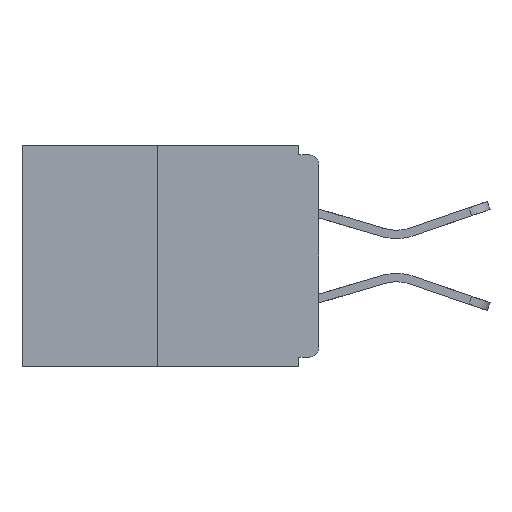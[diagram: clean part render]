
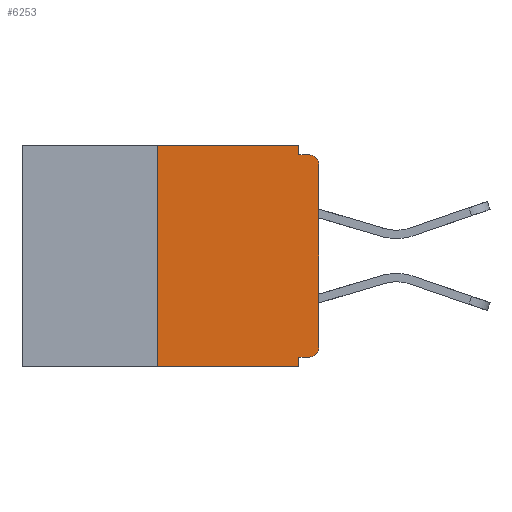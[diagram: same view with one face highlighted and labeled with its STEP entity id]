
A CAD part, left-side view. The second image highlights one B-rep face of the part: STEP entity #6253.
In plain terms, the highlighted planar face has unit normal (-1, 0, 0).
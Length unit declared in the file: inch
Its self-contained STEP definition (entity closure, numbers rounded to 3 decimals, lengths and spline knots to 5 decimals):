
#471 = CARTESIAN_POINT ( 'NONE',  ( 0., 0.015, -0.03 ) ) ;
#710 = DIRECTION ( 'NONE',  ( -1., 0., 0. ) ) ;
#1140 = CARTESIAN_POINT ( 'NONE',  ( 0., 0.031, -0.015 ) ) ;
#1757 = CARTESIAN_POINT ( 'NONE',  ( 0., 0.031, 0. ) ) ;
#2057 = VERTEX_POINT ( 'NONE', #2544 ) ;
#2182 = LINE ( 'NONE', #3750, #27408 ) ;
#2211 = FACE_OUTER_BOUND ( 'NONE', #4123, .T. ) ;
#2544 = CARTESIAN_POINT ( 'NONE',  ( 0., 0.031, -0.328 ) ) ;
#2758 = VERTEX_POINT ( 'NONE', #21157 ) ;
#3750 = CARTESIAN_POINT ( 'NONE',  ( 0., 0.031, -0.343 ) ) ;
#3769 = VECTOR ( 'NONE', #17752, 39.37008 ) ;
#4123 = EDGE_LOOP ( 'NONE', ( #26913, #9125, #9961, #20294, #24465, #5916, #4656, #6433, #8736, #15119 ) ) ;
#4487 = CARTESIAN_POINT ( 'NONE',  ( 0., 0.25, 0. ) ) ;
#4493 = EDGE_CURVE ( 'NONE', #5205, #14682, #28589, .T. ) ;
#4656 = ORIENTED_EDGE ( 'NONE', *, *, #13074, .T. ) ;
#4680 = VERTEX_POINT ( 'NONE', #1140 ) ;
#4992 = VECTOR ( 'NONE', #23265, 39.37008 ) ;
#5205 = VERTEX_POINT ( 'NONE', #27046 ) ;
#5916 = ORIENTED_EDGE ( 'NONE', *, *, #17759, .T. ) ;
#6253 = ADVANCED_FACE ( 'NONE', ( #2211 ), #14791, .F. ) ;
#6433 = ORIENTED_EDGE ( 'NONE', *, *, #7517, .T. ) ;
#6592 = EDGE_CURVE ( 'NONE', #20975, #2057, #14434, .T. ) ;
#7517 = EDGE_CURVE ( 'NONE', #20004, #7553, #26366, .T. ) ;
#7553 = VERTEX_POINT ( 'NONE', #12593 ) ;
#7603 = VERTEX_POINT ( 'NONE', #17078 ) ;
#7606 = CARTESIAN_POINT ( 'NONE',  ( 0., 0., -0.015 ) ) ;
#7634 = VECTOR ( 'NONE', #12718, 39.37008 ) ;
#7819 = AXIS2_PLACEMENT_3D ( 'NONE', #16057, #710, #20884 ) ;
#7842 = AXIS2_PLACEMENT_3D ( 'NONE', #19254, #8402, #28090 ) ;
#7967 = CARTESIAN_POINT ( 'NONE',  ( 0., 0., -0.03 ) ) ;
#8355 = LINE ( 'NONE', #10389, #7634 ) ;
#8402 = DIRECTION ( 'NONE',  ( 1., 0., 0. ) ) ;
#8617 = VECTOR ( 'NONE', #19782, 39.37008 ) ;
#8736 = ORIENTED_EDGE ( 'NONE', *, *, #26592, .F. ) ;
#9125 = ORIENTED_EDGE ( 'NONE', *, *, #4493, .F. ) ;
#9898 = EDGE_CURVE ( 'NONE', #5205, #2758, #8355, .T. ) ;
#9961 = ORIENTED_EDGE ( 'NONE', *, *, #9898, .T. ) ;
#10389 = CARTESIAN_POINT ( 'NONE',  ( 0., 0.46, -0.343 ) ) ;
#10483 = EDGE_CURVE ( 'NONE', #14682, #12007, #27924, .T. ) ;
#12007 = VERTEX_POINT ( 'NONE', #1757 ) ;
#12593 = CARTESIAN_POINT ( 'NONE',  ( 0., 0.015, -0.015 ) ) ;
#12718 = DIRECTION ( 'NONE',  ( 0., -1., 0. ) ) ;
#13074 = EDGE_CURVE ( 'NONE', #7603, #20004, #23933, .T. ) ;
#13125 = DIRECTION ( 'NONE',  ( 0., 0., 1. ) ) ;
#13714 = LINE ( 'NONE', #24602, #22805 ) ;
#13741 = EDGE_CURVE ( 'NONE', #2057, #2758, #2182, .T. ) ;
#14119 = LINE ( 'NONE', #7606, #4992 ) ;
#14362 = DIRECTION ( 'NONE',  ( 0., 1., 0. ) ) ;
#14434 = LINE ( 'NONE', #14466, #25997 ) ;
#14466 = CARTESIAN_POINT ( 'NONE',  ( 0., 0., -0.328 ) ) ;
#14682 = VERTEX_POINT ( 'NONE', #4487 ) ;
#14791 = PLANE ( 'NONE',  #7842 ) ;
#15045 = CARTESIAN_POINT ( 'NONE',  ( 0., 0.015, -0.328 ) ) ;
#15119 = ORIENTED_EDGE ( 'NONE', *, *, #27469, .F. ) ;
#16057 = CARTESIAN_POINT ( 'NONE',  ( 0., 0.015, -0.313 ) ) ;
#16244 = CIRCLE ( 'NONE', #7819, 0.015 ) ;
#17078 = CARTESIAN_POINT ( 'NONE',  ( 0., 0., -0.313 ) ) ;
#17700 = CARTESIAN_POINT ( 'NONE',  ( 0., 0., 0. ) ) ;
#17752 = DIRECTION ( 'NONE',  ( 0., -1., 0. ) ) ;
#17759 = EDGE_CURVE ( 'NONE', #20975, #7603, #16244, .T. ) ;
#17977 = DIRECTION ( 'NONE',  ( 0., 0., -1. ) ) ;
#19254 = CARTESIAN_POINT ( 'NONE',  ( 0., 0.46, 0. ) ) ;
#19475 = DIRECTION ( 'NONE',  ( 0., 0., -1. ) ) ;
#19483 = CARTESIAN_POINT ( 'NONE',  ( 0., 0.25, 0. ) ) ;
#19782 = DIRECTION ( 'NONE',  ( 0., 0., 1. ) ) ;
#20004 = VERTEX_POINT ( 'NONE', #7967 ) ;
#20294 = ORIENTED_EDGE ( 'NONE', *, *, #13741, .F. ) ;
#20884 = DIRECTION ( 'NONE',  ( 0., 0., -1. ) ) ;
#20975 = VERTEX_POINT ( 'NONE', #15045 ) ;
#21157 = CARTESIAN_POINT ( 'NONE',  ( 0., 0.031, -0.343 ) ) ;
#22805 = VECTOR ( 'NONE', #24245, 39.37008 ) ;
#23265 = DIRECTION ( 'NONE',  ( 0., -1., 0. ) ) ;
#23933 = LINE ( 'NONE', #17700, #27791 ) ;
#24245 = DIRECTION ( 'NONE',  ( 0., 0., -1. ) ) ;
#24465 = ORIENTED_EDGE ( 'NONE', *, *, #6592, .F. ) ;
#24602 = CARTESIAN_POINT ( 'NONE',  ( 0., 0.031, 0. ) ) ;
#25997 = VECTOR ( 'NONE', #14362, 39.37008 ) ;
#26366 = CIRCLE ( 'NONE', #27420, 0.015 ) ;
#26592 = EDGE_CURVE ( 'NONE', #4680, #7553, #14119, .T. ) ;
#26890 = DIRECTION ( 'NONE',  ( -1., 0., 0. ) ) ;
#26913 = ORIENTED_EDGE ( 'NONE', *, *, #10483, .F. ) ;
#27046 = CARTESIAN_POINT ( 'NONE',  ( 0., 0.25, -0.343 ) ) ;
#27408 = VECTOR ( 'NONE', #19475, 39.37008 ) ;
#27420 = AXIS2_PLACEMENT_3D ( 'NONE', #471, #26890, #17977 ) ;
#27469 = EDGE_CURVE ( 'NONE', #12007, #4680, #13714, .T. ) ;
#27791 = VECTOR ( 'NONE', #13125, 39.37008 ) ;
#27924 = LINE ( 'NONE', #28728, #3769 ) ;
#28090 = DIRECTION ( 'NONE',  ( 0., 0., -1. ) ) ;
#28589 = LINE ( 'NONE', #19483, #8617 ) ;
#28728 = CARTESIAN_POINT ( 'NONE',  ( 0., 0.46, 0. ) ) ;
